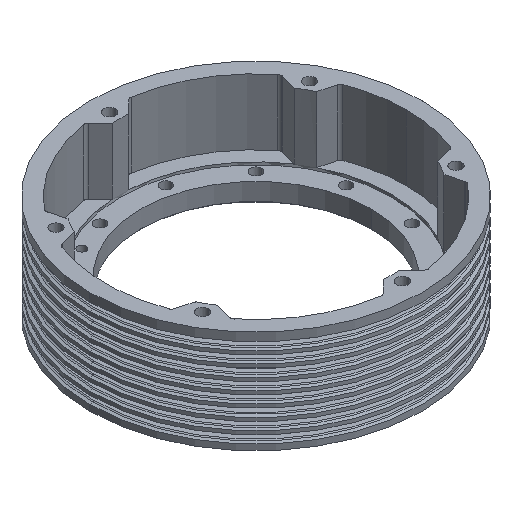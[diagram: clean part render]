
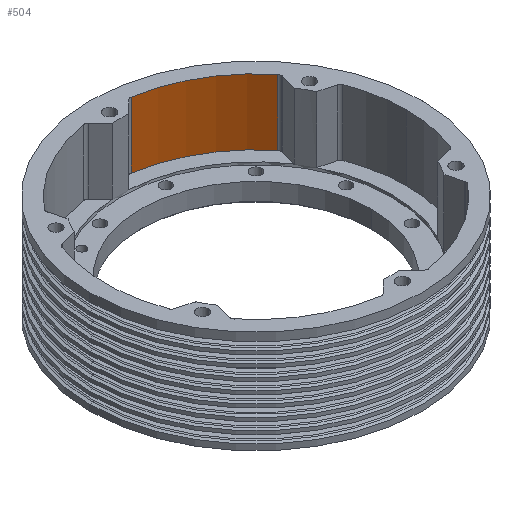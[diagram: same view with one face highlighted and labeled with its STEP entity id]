
A CAD part, isometric view. The second image highlights one B-rep face of the part: STEP entity #504.
In plain terms, the highlighted cylindrical face has radius 183 mm (diameter 366 mm), a partial arc.
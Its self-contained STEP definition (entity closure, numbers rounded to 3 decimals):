
#7 = VERTEX_POINT ( 'NONE', #3282 ) ;
#92 = DIRECTION ( 'NONE',  ( 0., 0., 1. ) ) ;
#227 = CIRCLE ( 'NONE', #330, 183. ) ;
#330 = AXIS2_PLACEMENT_3D ( 'NONE', #954, #3923, #5902 ) ;
#333 = LINE ( 'NONE', #2252, #2699 ) ;
#397 = CARTESIAN_POINT ( 'NONE',  ( 28.927, 180.699, 105. ) ) ;
#504 = ADVANCED_FACE ( 'NONE', ( #2971 ), #4908, .F. ) ;
#536 = EDGE_LOOP ( 'NONE', ( #5483, #3238, #1427, #3745 ) ) ;
#569 = EDGE_CURVE ( 'NONE', #7, #4266, #227, .T. ) ;
#886 = DIRECTION ( 'NONE',  ( 0., 0., 1. ) ) ;
#954 = CARTESIAN_POINT ( 'NONE',  ( 0., 0., 105. ) ) ;
#990 = CARTESIAN_POINT ( 'NONE',  ( 28.927, 180.699, -138.573 ) ) ;
#1162 = CARTESIAN_POINT ( 'NONE',  ( 28.927, 180.699, 25. ) ) ;
#1427 = ORIENTED_EDGE ( 'NONE', *, *, #1720, .F. ) ;
#1549 = VECTOR ( 'NONE', #2462, 1000. ) ;
#1599 = EDGE_CURVE ( 'NONE', #3331, #7, #333, .T. ) ;
#1720 = EDGE_CURVE ( 'NONE', #5263, #4266, #5390, .T. ) ;
#1937 = CARTESIAN_POINT ( 'NONE',  ( 0., 0., -138.573 ) ) ;
#2252 = CARTESIAN_POINT ( 'NONE',  ( 142.027, 115.401, -138.573 ) ) ;
#2462 = DIRECTION ( 'NONE',  ( 0., 0., 1. ) ) ;
#2699 = VECTOR ( 'NONE', #3276, 1000. ) ;
#2869 = DIRECTION ( 'NONE',  ( 1., 0., 0. ) ) ;
#2971 = FACE_OUTER_BOUND ( 'NONE', #536, .T. ) ;
#3238 = ORIENTED_EDGE ( 'NONE', *, *, #569, .T. ) ;
#3276 = DIRECTION ( 'NONE',  ( 0., 0., 1. ) ) ;
#3282 = CARTESIAN_POINT ( 'NONE',  ( 142.027, 115.401, 105. ) ) ;
#3331 = VERTEX_POINT ( 'NONE', #5008 ) ;
#3602 = AXIS2_PLACEMENT_3D ( 'NONE', #4624, #92, #6021 ) ;
#3745 = ORIENTED_EDGE ( 'NONE', *, *, #4877, .F. ) ;
#3913 = CIRCLE ( 'NONE', #3602, 183. ) ;
#3923 = DIRECTION ( 'NONE',  ( 0., 0., 1. ) ) ;
#4266 = VERTEX_POINT ( 'NONE', #397 ) ;
#4624 = CARTESIAN_POINT ( 'NONE',  ( 0., 0., 25. ) ) ;
#4877 = EDGE_CURVE ( 'NONE', #3331, #5263, #3913, .T. ) ;
#4908 = CYLINDRICAL_SURFACE ( 'NONE', #5814, 183. ) ;
#5008 = CARTESIAN_POINT ( 'NONE',  ( 142.027, 115.401, 25. ) ) ;
#5263 = VERTEX_POINT ( 'NONE', #1162 ) ;
#5390 = LINE ( 'NONE', #990, #1549 ) ;
#5483 = ORIENTED_EDGE ( 'NONE', *, *, #1599, .T. ) ;
#5814 = AXIS2_PLACEMENT_3D ( 'NONE', #1937, #886, #2869 ) ;
#5902 = DIRECTION ( 'NONE',  ( 1., 0., 0. ) ) ;
#6021 = DIRECTION ( 'NONE',  ( -1., 0., 0. ) ) ;
